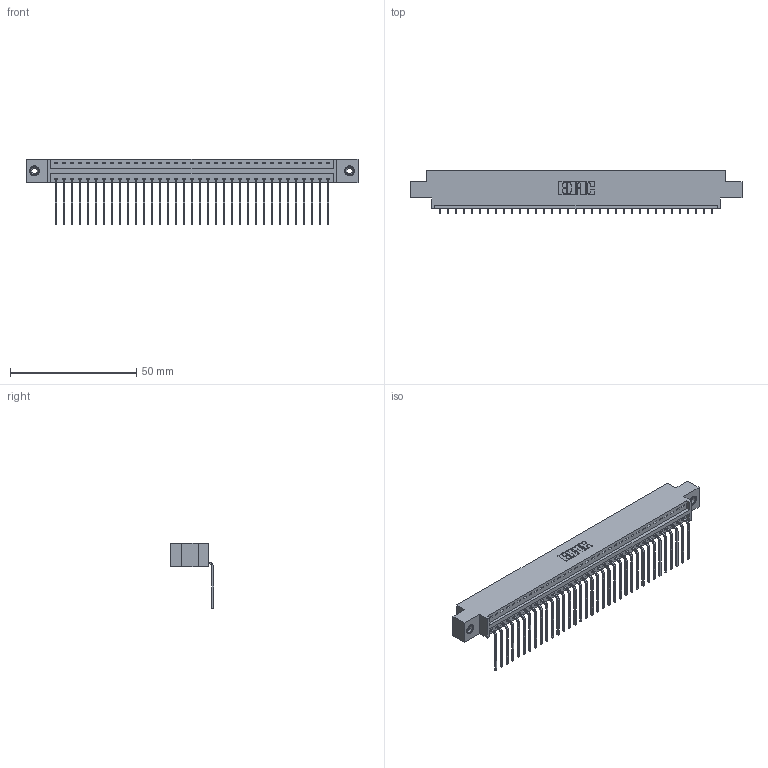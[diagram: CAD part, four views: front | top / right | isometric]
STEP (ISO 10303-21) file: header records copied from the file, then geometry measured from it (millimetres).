
FILE_DESCRIPTION (( 'STEP AP203' ), '1' );
FILE_NAME ('346-035-559-608.STEP', '2022-05-06T23:58:02', ( '' ), ( '' ), 'SwSTEP 2.0', 'SolidWorks 2020', '' );
FILE_SCHEMA (( 'CONFIG_CONTROL_DESIGN' ));
Length unit declared in the file: inch
Products named in the file (4): 345-250-001_345-250-003-102; 346 Part_0.170 Offset - 0.156 Dia-TI; 346-035-559-608; 345-292-001_558 559 Tail - 1
Assembly tree (38 placements, depth 2):
  346-035-559-608
    346 Part_0.170 Offset - 0.156 Dia-TI
    345-292-001_558 559 Tail - 1  x35
    345-250-001_345-250-003-102  x2
Bounding box: 131.7 x 17.08 x 26.16 mm (x, y, z)
Volume: 12513.8 mm3; surface area: 16442.9 mm2
Topology: 38 solids, 38 shells, 2286 faces, 6847 edges, 4510 vertices
Faces by surface type: plane 1582, cylinder 688, cone 12, torus 4
Entity records: 24066 total; most frequent: CARTESIAN_POINT 4112, ORIENTED_EDGE 4074, DIRECTION 3661, EDGE_CURVE 2037, LINE 1745, VECTOR 1745, VERTEX_POINT 1352, AXIS2_PLACEMENT_3D 958
